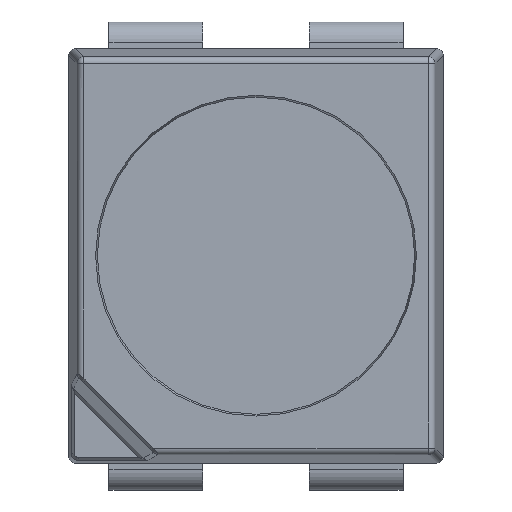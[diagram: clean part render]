
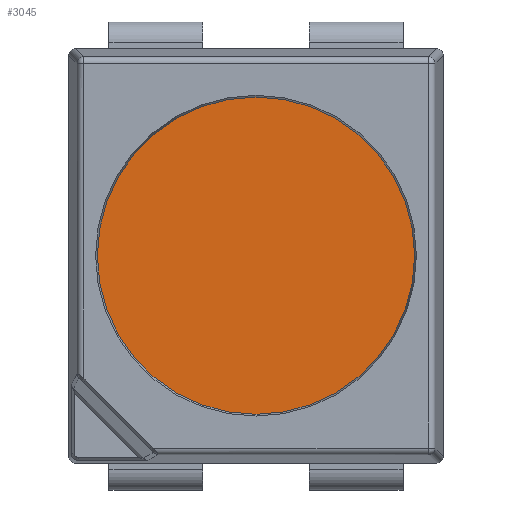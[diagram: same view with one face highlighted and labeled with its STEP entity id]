
A CAD part, top view. The second image highlights one B-rep face of the part: STEP entity #3045.
In plain terms, the highlighted planar face has unit normal (0, 0, 1).
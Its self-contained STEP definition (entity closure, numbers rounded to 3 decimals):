
#192=PLANE('',#3298);
#355=FACE_OUTER_BOUND('',#531,.T.);
#531=EDGE_LOOP('',(#2713));
#595=CIRCLE('',#3297,1.187);
#1465=VERTEX_POINT('',#5169);
#1881=EDGE_CURVE('',#1465,#1465,#595,.T.);
#2713=ORIENTED_EDGE('',*,*,#1881,.T.);
#3045=ADVANCED_FACE('',(#355),#192,.T.);
#3297=AXIS2_PLACEMENT_3D('',#5170,#4099,#4100);
#3298=AXIS2_PLACEMENT_3D('',#5171,#4101,#4102);
#4099=DIRECTION('center_axis',(0.,0.,1.));
#4100=DIRECTION('ref_axis',(1.,0.,0.));
#4101=DIRECTION('center_axis',(0.,0.,1.));
#4102=DIRECTION('ref_axis',(1.,0.,0.));
#5169=CARTESIAN_POINT('',(-1.187,0.,1.89));
#5170=CARTESIAN_POINT('Origin',(0.,0.,1.89));
#5171=CARTESIAN_POINT('Origin',(0.,0.,1.89));
